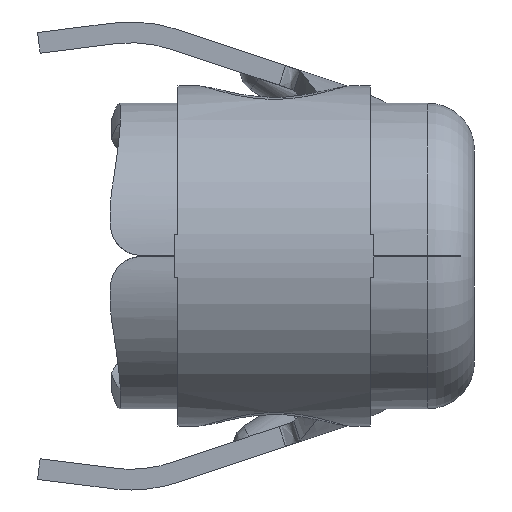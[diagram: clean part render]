
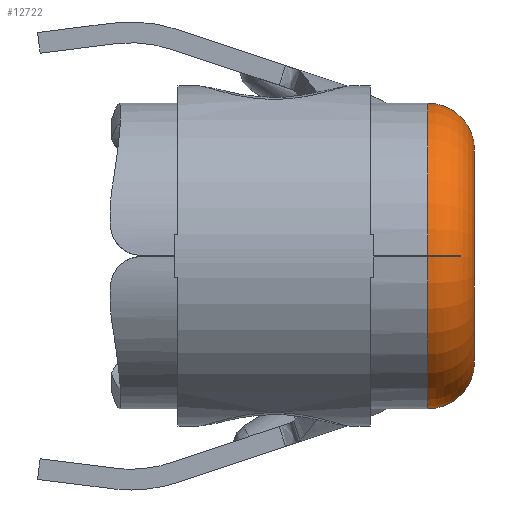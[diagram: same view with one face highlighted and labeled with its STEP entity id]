
A CAD part, left-side view. The second image highlights one B-rep face of the part: STEP entity #12722.
In plain terms, the highlighted toroidal (fillet/blend) face has major radius 2.591 mm and minor radius 1.143 mm.
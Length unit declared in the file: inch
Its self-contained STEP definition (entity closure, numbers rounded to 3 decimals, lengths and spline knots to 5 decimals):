
#78 = CARTESIAN_POINT ( 'NONE',  ( -0.102, 0.045, -0.00058 ) ) ;
#132 = DIRECTION ( 'NONE',  ( 0., 0., 1. ) ) ;
#237 = CARTESIAN_POINT ( 'NONE',  ( 0., 0.045, 0. ) ) ;
#258 = ORIENTED_EDGE ( 'NONE', *, *, #5071, .T. ) ;
#490 = AXIS2_PLACEMENT_3D ( 'NONE', #78, #4509, #8946 ) ;
#643 = EDGE_CURVE ( 'NONE', #3001, #10247, #5435, .T. ) ;
#815 = AXIS2_PLACEMENT_3D ( 'NONE', #12398, #2423, #6844 ) ;
#1317 = FACE_OUTER_BOUND ( 'NONE', #2238, .T. ) ;
#1573 = CARTESIAN_POINT ( 'NONE',  ( -0.147, 0.045, 0.00058 ) ) ;
#2106 = EDGE_CURVE ( 'NONE', #13834, #11992, #12178, .T. ) ;
#2238 = EDGE_LOOP ( 'NONE', ( #9391, #5496, #258, #11031, #4022, #7670, #9468, #9800 ) ) ;
#2286 = EDGE_CURVE ( 'NONE', #11106, #10247, #11486, .T. ) ;
#2423 = DIRECTION ( 'NONE',  ( 0., 1., 0. ) ) ;
#2433 = CARTESIAN_POINT ( 'NONE',  ( 0., 0.045, 0.102 ) ) ;
#2705 = CARTESIAN_POINT ( 'NONE',  ( -0.102, 0.045, 0.00058 ) ) ;
#2979 = DIRECTION ( 'NONE',  ( 0., 0., 1. ) ) ;
#3001 = VERTEX_POINT ( 'NONE', #1573 ) ;
#3341 = CARTESIAN_POINT ( 'NONE',  ( 0., 0., -0.102 ) ) ;
#3373 = DIRECTION ( 'NONE',  ( 1., 0., 0. ) ) ;
#3535 = EDGE_CURVE ( 'NONE', #3001, #4334, #3691, .T. ) ;
#3691 = CIRCLE ( 'NONE', #11835, 0.147 ) ;
#4022 = ORIENTED_EDGE ( 'NONE', *, *, #643, .T. ) ;
#4129 = CIRCLE ( 'NONE', #12291, 0.045 ) ;
#4334 = VERTEX_POINT ( 'NONE', #12548 ) ;
#4395 = AXIS2_PLACEMENT_3D ( 'NONE', #8506, #12952, #2979 ) ;
#4509 = DIRECTION ( 'NONE',  ( 0., 0., 1. ) ) ;
#4666 = DIRECTION ( 'NONE',  ( 0., 1., 0. ) ) ;
#4696 = CARTESIAN_POINT ( 'NONE',  ( -0.13382, 0.01318, 0.00058 ) ) ;
#4960 = CARTESIAN_POINT ( 'NONE',  ( -0.02988, 0.11712, 0. ) ) ;
#5071 = EDGE_CURVE ( 'NONE', #7313, #4334, #4129, .T. ) ;
#5184 = AXIS2_PLACEMENT_3D ( 'NONE', #4960, #9412, #13862 ) ;
#5314 = CARTESIAN_POINT ( 'NONE',  ( -0.13382, 0.01318, -0.00058 ) ) ;
#5435 = CIRCLE ( 'NONE', #10646, 0.045 ) ;
#5496 = ORIENTED_EDGE ( 'NONE', *, *, #12437, .F. ) ;
#5643 = CARTESIAN_POINT ( 'NONE',  ( 0., 0.045, 0. ) ) ;
#5884 = AXIS2_PLACEMENT_3D ( 'NONE', #13353, #3373, #7804 ) ;
#6738 = CIRCLE ( 'NONE', #490, 0.045 ) ;
#6844 = DIRECTION ( 'NONE',  ( 0., 0., 1. ) ) ;
#6854 = DIRECTION ( 'NONE',  ( -1., 0., 0. ) ) ;
#6914 = EDGE_CURVE ( 'NONE', #11992, #12581, #7089, .T. ) ;
#7002 = CARTESIAN_POINT ( 'NONE',  ( 0., 0.045, -0.147 ) ) ;
#7089 = CIRCLE ( 'NONE', #815, 0.147 ) ;
#7129 = DIRECTION ( 'NONE',  ( 0., 0., 1. ) ) ;
#7313 = VERTEX_POINT ( 'NONE', #10819 ) ;
#7670 = ORIENTED_EDGE ( 'NONE', *, *, #2286, .F. ) ;
#7804 = DIRECTION ( 'NONE',  ( 0., 0., -1. ) ) ;
#8506 = CARTESIAN_POINT ( 'NONE',  ( 0., 0., 0. ) ) ;
#8795 = EDGE_CURVE ( 'NONE', #12581, #11106, #6738, .T. ) ;
#8946 = DIRECTION ( 'NONE',  ( -1., 0., 0. ) ) ;
#9111 = DIRECTION ( 'NONE',  ( 0., 0., 1. ) ) ;
#9391 = ORIENTED_EDGE ( 'NONE', *, *, #2106, .F. ) ;
#9412 = DIRECTION ( 'NONE',  ( -0.707, 0.707, 0. ) ) ;
#9468 = ORIENTED_EDGE ( 'NONE', *, *, #8795, .F. ) ;
#9800 = ORIENTED_EDGE ( 'NONE', *, *, #6914, .F. ) ;
#10102 = DIRECTION ( 'NONE',  ( 0., 1., 0. ) ) ;
#10247 = VERTEX_POINT ( 'NONE', #4696 ) ;
#10646 = AXIS2_PLACEMENT_3D ( 'NONE', #2705, #7129, #11596 ) ;
#10684 = CIRCLE ( 'NONE', #4395, 0.102 ) ;
#10795 = CARTESIAN_POINT ( 'NONE',  ( -0.147, 0.045, -0.00058 ) ) ;
#10819 = CARTESIAN_POINT ( 'NONE',  ( 0., 0., 0.102 ) ) ;
#11031 = ORIENTED_EDGE ( 'NONE', *, *, #3535, .F. ) ;
#11106 = VERTEX_POINT ( 'NONE', #5314 ) ;
#11151 = TOROIDAL_SURFACE ( 'NONE', #13005, 0.102, 0.045 ) ;
#11315 = DIRECTION ( 'NONE',  ( 0., 0., 1. ) ) ;
#11486 = CIRCLE ( 'NONE', #5184, 0.147 ) ;
#11596 = DIRECTION ( 'NONE',  ( -1., 0., 0. ) ) ;
#11835 = AXIS2_PLACEMENT_3D ( 'NONE', #5643, #10102, #132 ) ;
#11992 = VERTEX_POINT ( 'NONE', #7002 ) ;
#12178 = CIRCLE ( 'NONE', #5884, 0.045 ) ;
#12291 = AXIS2_PLACEMENT_3D ( 'NONE', #2433, #6854, #11315 ) ;
#12398 = CARTESIAN_POINT ( 'NONE',  ( 0., 0.045, 0. ) ) ;
#12437 = EDGE_CURVE ( 'NONE', #7313, #13834, #10684, .T. ) ;
#12548 = CARTESIAN_POINT ( 'NONE',  ( 0., 0.045, 0.147 ) ) ;
#12581 = VERTEX_POINT ( 'NONE', #10795 ) ;
#12722 = ADVANCED_FACE ( 'NONE', ( #1317 ), #11151, .T. ) ;
#12952 = DIRECTION ( 'NONE',  ( 0., -1., 0. ) ) ;
#13005 = AXIS2_PLACEMENT_3D ( 'NONE', #237, #4666, #9111 ) ;
#13353 = CARTESIAN_POINT ( 'NONE',  ( 0., 0.045, -0.102 ) ) ;
#13834 = VERTEX_POINT ( 'NONE', #3341 ) ;
#13862 = DIRECTION ( 'NONE',  ( 0., 0., 1. ) ) ;
